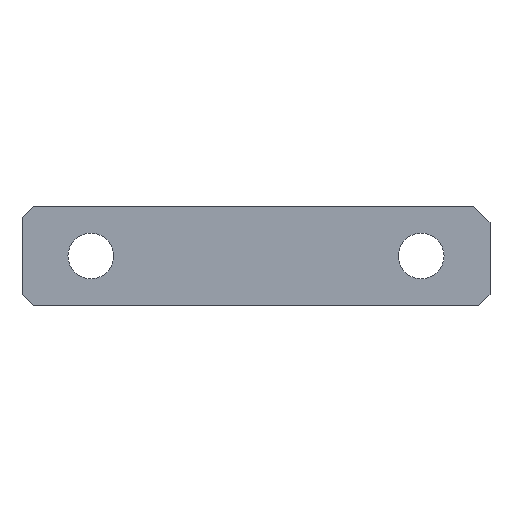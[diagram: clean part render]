
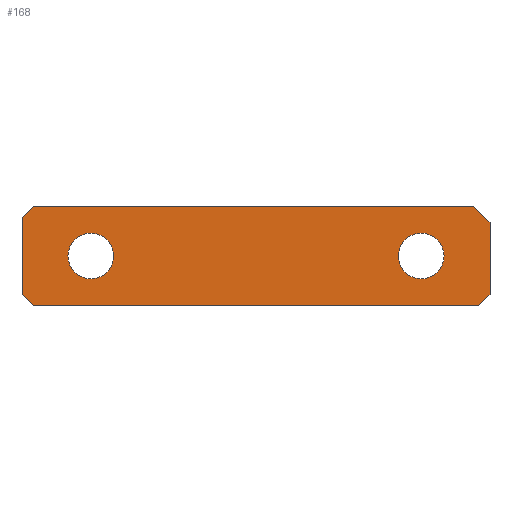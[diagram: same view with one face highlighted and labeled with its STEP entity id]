
A CAD part, top view. The second image highlights one B-rep face of the part: STEP entity #168.
In plain terms, the highlighted planar face has unit normal (0, 0, 1).
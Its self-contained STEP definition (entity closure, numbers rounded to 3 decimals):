
#2 = DIRECTION ( 'NONE',  ( 1., 0., 0. ) ) ;
#4 = EDGE_CURVE ( 'NONE', #304, #296, #38, .T. ) ;
#13 = EDGE_CURVE ( 'NONE', #130, #418, #92, .T. ) ;
#16 = ORIENTED_EDGE ( 'NONE', *, *, #184, .T. ) ;
#18 = CARTESIAN_POINT ( 'NONE',  ( -40.5, -9., 3. ) ) ;
#20 = ORIENTED_EDGE ( 'NONE', *, *, #266, .T. ) ;
#23 = AXIS2_PLACEMENT_3D ( 'NONE', #85, #48, #290 ) ;
#32 = LINE ( 'NONE', #211, #231 ) ;
#37 = EDGE_CURVE ( 'NONE', #392, #163, #250, .T. ) ;
#38 = LINE ( 'NONE', #193, #425 ) ;
#42 = EDGE_LOOP ( 'NONE', ( #129, #495 ) ) ;
#48 = DIRECTION ( 'NONE',  ( 0., 0., -1. ) ) ;
#57 = CARTESIAN_POINT ( 'NONE',  ( -34.15, 0., 3. ) ) ;
#58 = LINE ( 'NONE', #452, #303 ) ;
#64 = EDGE_LOOP ( 'NONE', ( #95, #421 ) ) ;
#70 = VERTEX_POINT ( 'NONE', #94 ) ;
#71 = DIRECTION ( 'NONE',  ( 1., 0., 0. ) ) ;
#74 = DIRECTION ( 'NONE',  ( 0., -1., 0. ) ) ;
#75 = CARTESIAN_POINT ( 'NONE',  ( -42.5, 7., 3. ) ) ;
#78 = CARTESIAN_POINT ( 'NONE',  ( 39.5, 9., 3. ) ) ;
#83 = ORIENTED_EDGE ( 'NONE', *, *, #277, .T. ) ;
#85 = CARTESIAN_POINT ( 'NONE',  ( 0., 0., 3. ) ) ;
#92 = LINE ( 'NONE', #357, #236 ) ;
#94 = CARTESIAN_POINT ( 'NONE',  ( 42.5, 6., 3. ) ) ;
#95 = ORIENTED_EDGE ( 'NONE', *, *, #321, .F. ) ;
#117 = ORIENTED_EDGE ( 'NONE', *, *, #13, .T. ) ;
#118 = DIRECTION ( 'NONE',  ( 0., 0., 1. ) ) ;
#128 = CARTESIAN_POINT ( 'NONE',  ( 34.15, 0., 3. ) ) ;
#129 = ORIENTED_EDGE ( 'NONE', *, *, #37, .F. ) ;
#130 = VERTEX_POINT ( 'NONE', #18 ) ;
#137 = FACE_OUTER_BOUND ( 'NONE', #445, .T. ) ;
#146 = CIRCLE ( 'NONE', #412, 4.15 ) ;
#152 = DIRECTION ( 'NONE',  ( 1., 0., 0. ) ) ;
#154 = DIRECTION ( 'NONE',  ( 0., 0., 1. ) ) ;
#160 = CARTESIAN_POINT ( 'NONE',  ( -25.85, 0., 3. ) ) ;
#161 = LINE ( 'NONE', #319, #464 ) ;
#163 = VERTEX_POINT ( 'NONE', #128 ) ;
#165 = CARTESIAN_POINT ( 'NONE',  ( 42.5, -7., 3. ) ) ;
#168 = ADVANCED_FACE ( 'NONE', ( #137, #375, #347 ), #213, .F. ) ;
#169 = VERTEX_POINT ( 'NONE', #334 ) ;
#178 = CIRCLE ( 'NONE', #356, 4.15 ) ;
#181 = VECTOR ( 'NONE', #195, 1000. ) ;
#183 = DIRECTION ( 'NONE',  ( -0.707, -0.707, 0. ) ) ;
#184 = EDGE_CURVE ( 'NONE', #70, #278, #32, .T. ) ;
#193 = CARTESIAN_POINT ( 'NONE',  ( -42.5, 7., 3. ) ) ;
#195 = DIRECTION ( 'NONE',  ( -1., 0., 0. ) ) ;
#196 = CARTESIAN_POINT ( 'NONE',  ( 42.5, -7., 3. ) ) ;
#198 = CARTESIAN_POINT ( 'NONE',  ( 30., 0., 3. ) ) ;
#211 = CARTESIAN_POINT ( 'NONE',  ( 42.5, 6., 3. ) ) ;
#213 = PLANE ( 'NONE',  #23 ) ;
#220 = DIRECTION ( 'NONE',  ( 1., 0., 0. ) ) ;
#221 = AXIS2_PLACEMENT_3D ( 'NONE', #198, #154, #71 ) ;
#231 = VECTOR ( 'NONE', #249, 1000. ) ;
#235 = CARTESIAN_POINT ( 'NONE',  ( 25.85, 0., 3. ) ) ;
#236 = VECTOR ( 'NONE', #152, 1000. ) ;
#249 = DIRECTION ( 'NONE',  ( -0.707, 0.707, 0. ) ) ;
#250 = CIRCLE ( 'NONE', #254, 4.15 ) ;
#254 = AXIS2_PLACEMENT_3D ( 'NONE', #258, #501, #220 ) ;
#258 = CARTESIAN_POINT ( 'NONE',  ( 30., 0., 3. ) ) ;
#262 = VECTOR ( 'NONE', #409, 1000. ) ;
#266 = EDGE_CURVE ( 'NONE', #418, #396, #429, .T. ) ;
#274 = ORIENTED_EDGE ( 'NONE', *, *, #288, .T. ) ;
#276 = DIRECTION ( 'NONE',  ( 0., 0., 1. ) ) ;
#277 = EDGE_CURVE ( 'NONE', #396, #70, #58, .T. ) ;
#278 = VERTEX_POINT ( 'NONE', #78 ) ;
#282 = CARTESIAN_POINT ( 'NONE',  ( -40.5, -9., 3. ) ) ;
#283 = LINE ( 'NONE', #438, #181 ) ;
#288 = EDGE_CURVE ( 'NONE', #169, #130, #503, .T. ) ;
#290 = DIRECTION ( 'NONE',  ( -1., 0., 0. ) ) ;
#296 = VERTEX_POINT ( 'NONE', #75 ) ;
#299 = ORIENTED_EDGE ( 'NONE', *, *, #4, .T. ) ;
#303 = VECTOR ( 'NONE', #324, 1000. ) ;
#304 = VERTEX_POINT ( 'NONE', #450 ) ;
#316 = CARTESIAN_POINT ( 'NONE',  ( -30., 0., 3. ) ) ;
#319 = CARTESIAN_POINT ( 'NONE',  ( -42.5, -7., 3. ) ) ;
#321 = EDGE_CURVE ( 'NONE', #488, #449, #178, .T. ) ;
#322 = ORIENTED_EDGE ( 'NONE', *, *, #349, .T. ) ;
#324 = DIRECTION ( 'NONE',  ( 0., 1., 0. ) ) ;
#334 = CARTESIAN_POINT ( 'NONE',  ( -42.5, -7., 3. ) ) ;
#340 = CARTESIAN_POINT ( 'NONE',  ( 40.5, -9., 3. ) ) ;
#347 = FACE_BOUND ( 'NONE', #42, .T. ) ;
#349 = EDGE_CURVE ( 'NONE', #296, #169, #161, .T. ) ;
#354 = EDGE_CURVE ( 'NONE', #449, #488, #146, .T. ) ;
#356 = AXIS2_PLACEMENT_3D ( 'NONE', #403, #118, #366 ) ;
#357 = CARTESIAN_POINT ( 'NONE',  ( 40.5, -9., 3. ) ) ;
#363 = VECTOR ( 'NONE', #487, 1000. ) ;
#366 = DIRECTION ( 'NONE',  ( 1., 0., 0. ) ) ;
#371 = CIRCLE ( 'NONE', #221, 4.15 ) ;
#374 = EDGE_CURVE ( 'NONE', #163, #392, #371, .T. ) ;
#375 = FACE_BOUND ( 'NONE', #64, .T. ) ;
#392 = VERTEX_POINT ( 'NONE', #235 ) ;
#396 = VERTEX_POINT ( 'NONE', #196 ) ;
#403 = CARTESIAN_POINT ( 'NONE',  ( -30., 0., 3. ) ) ;
#409 = DIRECTION ( 'NONE',  ( 0.707, 0.707, 0. ) ) ;
#412 = AXIS2_PLACEMENT_3D ( 'NONE', #316, #276, #2 ) ;
#418 = VERTEX_POINT ( 'NONE', #340 ) ;
#421 = ORIENTED_EDGE ( 'NONE', *, *, #354, .F. ) ;
#425 = VECTOR ( 'NONE', #183, 1000. ) ;
#429 = LINE ( 'NONE', #165, #262 ) ;
#438 = CARTESIAN_POINT ( 'NONE',  ( 39.5, 9., 3. ) ) ;
#445 = EDGE_LOOP ( 'NONE', ( #500, #299, #322, #274, #117, #20, #83, #16 ) ) ;
#449 = VERTEX_POINT ( 'NONE', #160 ) ;
#450 = CARTESIAN_POINT ( 'NONE',  ( -40.5, 9., 3. ) ) ;
#452 = CARTESIAN_POINT ( 'NONE',  ( 42.5, -7., 3. ) ) ;
#464 = VECTOR ( 'NONE', #74, 1000. ) ;
#487 = DIRECTION ( 'NONE',  ( 0.707, -0.707, 0. ) ) ;
#488 = VERTEX_POINT ( 'NONE', #57 ) ;
#495 = ORIENTED_EDGE ( 'NONE', *, *, #374, .F. ) ;
#500 = ORIENTED_EDGE ( 'NONE', *, *, #505, .T. ) ;
#501 = DIRECTION ( 'NONE',  ( 0., 0., 1. ) ) ;
#503 = LINE ( 'NONE', #282, #363 ) ;
#505 = EDGE_CURVE ( 'NONE', #278, #304, #283, .T. ) ;
